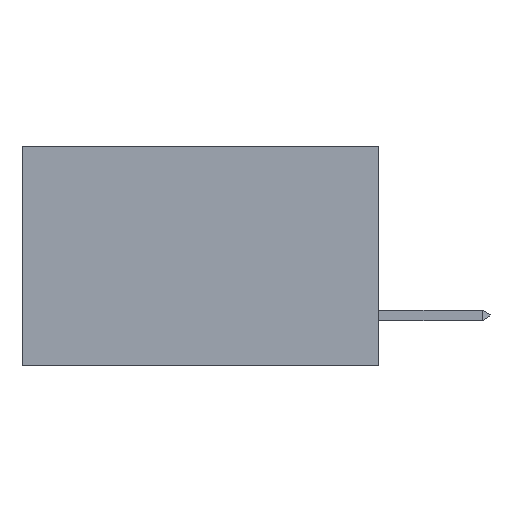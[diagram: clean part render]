
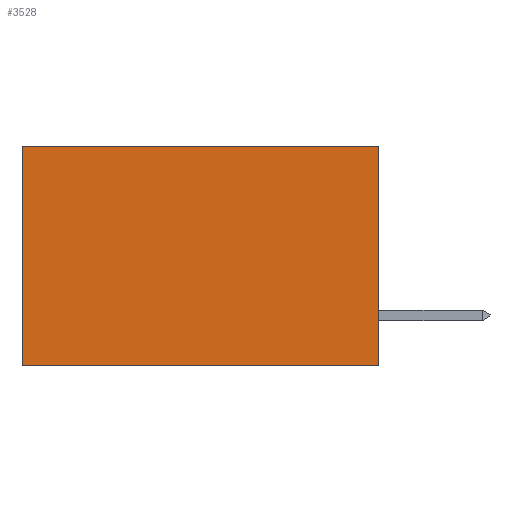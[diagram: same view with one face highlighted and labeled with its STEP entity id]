
A CAD part, left-side view. The second image highlights one B-rep face of the part: STEP entity #3528.
In plain terms, the highlighted planar face has unit normal (-1, 0, 0).
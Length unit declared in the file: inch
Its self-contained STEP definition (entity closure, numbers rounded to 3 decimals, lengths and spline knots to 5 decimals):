
#13 = DIRECTION ( 'NONE',  ( 0., 1., 0. ) ) ;
#177 = CARTESIAN_POINT ( 'NONE',  ( 0.298, 0., 0. ) ) ;
#323 = VECTOR ( 'NONE', #24179, 39.37008 ) ;
#680 = VERTEX_POINT ( 'NONE', #3307 ) ;
#2946 = DIRECTION ( 'NONE',  ( 0., 0., -1. ) ) ;
#3154 = CARTESIAN_POINT ( 'NONE',  ( 0.298, 0., 0. ) ) ;
#3307 = CARTESIAN_POINT ( 'NONE',  ( 0.298, 0.6, 0. ) ) ;
#3315 = EDGE_CURVE ( 'NONE', #680, #26758, #7289, .T. ) ;
#3528 = ADVANCED_FACE ( 'NONE', ( #14670 ), #11899, .F. ) ;
#4852 = VECTOR ( 'NONE', #2946, 39.37008 ) ;
#5202 = LINE ( 'NONE', #3154, #4852 ) ;
#5611 = VERTEX_POINT ( 'NONE', #29249 ) ;
#6270 = CARTESIAN_POINT ( 'NONE',  ( 0.298, 0.6, -0.37 ) ) ;
#7289 = LINE ( 'NONE', #21780, #323 ) ;
#9835 = DIRECTION ( 'NONE',  ( 1., 0., 0. ) ) ;
#10865 = ORIENTED_EDGE ( 'NONE', *, *, #22133, .F. ) ;
#11899 = PLANE ( 'NONE',  #15333 ) ;
#11921 = LINE ( 'NONE', #18719, #17804 ) ;
#13450 = CARTESIAN_POINT ( 'NONE',  ( 0.298, 0., -0.37 ) ) ;
#14038 = EDGE_CURVE ( 'NONE', #17286, #26758, #11921, .T. ) ;
#14670 = FACE_OUTER_BOUND ( 'NONE', #22874, .T. ) ;
#15333 = AXIS2_PLACEMENT_3D ( 'NONE', #177, #9835, #23518 ) ;
#17286 = VERTEX_POINT ( 'NONE', #13450 ) ;
#17804 = VECTOR ( 'NONE', #13, 39.37008 ) ;
#18719 = CARTESIAN_POINT ( 'NONE',  ( 0.298, 0., -0.37 ) ) ;
#21780 = CARTESIAN_POINT ( 'NONE',  ( 0.298, 0.6, 0. ) ) ;
#22133 = EDGE_CURVE ( 'NONE', #5611, #17286, #5202, .T. ) ;
#22874 = EDGE_LOOP ( 'NONE', ( #30025, #28921, #10865, #26465 ) ) ;
#23518 = DIRECTION ( 'NONE',  ( 0., 0., -1. ) ) ;
#23948 = EDGE_CURVE ( 'NONE', #5611, #680, #25688, .T. ) ;
#24179 = DIRECTION ( 'NONE',  ( 0., 0., -1. ) ) ;
#24693 = DIRECTION ( 'NONE',  ( 0., 1., 0. ) ) ;
#25322 = VECTOR ( 'NONE', #24693, 39.37008 ) ;
#25688 = LINE ( 'NONE', #29402, #25322 ) ;
#26465 = ORIENTED_EDGE ( 'NONE', *, *, #23948, .T. ) ;
#26758 = VERTEX_POINT ( 'NONE', #6270 ) ;
#28921 = ORIENTED_EDGE ( 'NONE', *, *, #14038, .F. ) ;
#29249 = CARTESIAN_POINT ( 'NONE',  ( 0.298, 0., 0. ) ) ;
#29402 = CARTESIAN_POINT ( 'NONE',  ( 0.298, 0., 0. ) ) ;
#30025 = ORIENTED_EDGE ( 'NONE', *, *, #3315, .T. ) ;
